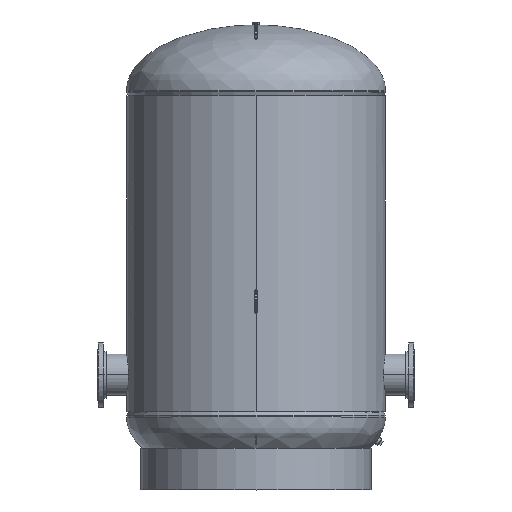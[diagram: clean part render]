
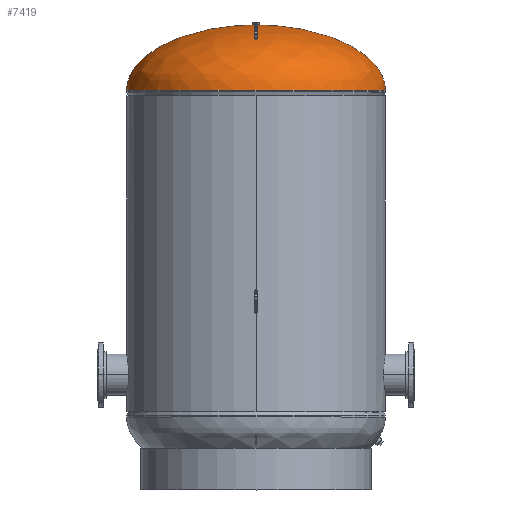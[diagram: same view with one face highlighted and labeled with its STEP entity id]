
A CAD part, top view. The second image highlights one B-rep face of the part: STEP entity #7419.
In plain terms, the highlighted free-form (B-spline) face has degree [3, 3] with [4, 4] control points.
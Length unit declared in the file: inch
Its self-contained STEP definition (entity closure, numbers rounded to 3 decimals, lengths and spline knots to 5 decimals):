
#127 = VERTEX_POINT ( 'NONE', #4953 ) ;
#253 = CARTESIAN_POINT ( 'NONE',  ( 0., 14.74634, 0.625 ) ) ;
#615 = DIRECTION ( 'NONE',  ( 0., 1., 0. ) ) ;
#626 = DIRECTION ( 'NONE',  ( 0., 1., 0. ) ) ;
#636 = ORIENTED_EDGE ( 'NONE', *, *, #9144, .F. ) ;
#742 = DIRECTION ( 'NONE',  ( 1., 0., 0. ) ) ;
#1100 =( BOUNDED_SURFACE ( )  B_SPLINE_SURFACE ( 3, 3, ( 
 ( #1835, #11773, #9698, #8725 ),
 ( #4099, #8979, #9766, #4809 ),
 ( #5061, #2093, #2943, #7948 ),
 ( #10870, #11898, #1965, #3977 ) ),
 .UNSPECIFIED., .F., .F., .F. ) 
 B_SPLINE_SURFACE_WITH_KNOTS ( ( 4, 4 ),
 ( 4, 4 ),
 ( 0., 1. ),
 ( 0., 1. ),
 .UNSPECIFIED. ) 
 GEOMETRIC_REPRESENTATION_ITEM ( )  RATIONAL_B_SPLINE_SURFACE ( (
 ( 1., 0.333, 0.333, 1.),
 ( 0.81, 0.27, 0.27, 0.81),
 ( 0.81, 0.27, 0.27, 0.81),
 ( 1., 0.333, 0.333, 1.) ) ) 
 REPRESENTATION_ITEM ( '' )  SURFACE ( )  );
#1426 = DIRECTION ( 'NONE',  ( 1., 0., 0. ) ) ;
#1429 = EDGE_LOOP ( 'NONE', ( #636, #11520, #9420, #3326, #12044 ) ) ;
#1835 = CARTESIAN_POINT ( 'NONE',  ( 0.625, 14.74634, 0. ) ) ;
#1965 = CARTESIAN_POINT ( 'NONE',  ( -27., 1.09375, 54. ) ) ;
#2084 = CARTESIAN_POINT ( 'NONE',  ( -16.14827, 14.56455, 0. ) ) ;
#2093 = CARTESIAN_POINT ( 'NONE',  ( 27., 8.94732, 54. ) ) ;
#2626 = DIRECTION ( 'NONE',  ( 1., 0., 0. ) ) ;
#2694 = CARTESIAN_POINT ( 'NONE',  ( 0., 14.74634, 0. ) ) ;
#2943 = CARTESIAN_POINT ( 'NONE',  ( -27., 8.94732, 54. ) ) ;
#3028 = CARTESIAN_POINT ( 'NONE',  ( 16.14827, 14.56455, 0. ) ) ;
#3116 = EDGE_CURVE ( 'NONE', #8037, #127, #12476, .T. ) ;
#3326 = ORIENTED_EDGE ( 'NONE', *, *, #6956, .F. ) ;
#3371 = CARTESIAN_POINT ( 'NONE',  ( 27., 1.09375, 0. ) ) ;
#3613 = AXIS2_PLACEMENT_3D ( 'NONE', #5514, #615, #742 ) ;
#3717 = FACE_OUTER_BOUND ( 'NONE', #1429, .T. ) ;
#3977 = CARTESIAN_POINT ( 'NONE',  ( -27., 1.09375, 0. ) ) ;
#4099 = CARTESIAN_POINT ( 'NONE',  ( 16.14827, 14.56455, 0. ) ) ;
#4184 = AXIS2_PLACEMENT_3D ( 'NONE', #6136, #9284, #1426 ) ;
#4639 = VERTEX_POINT ( 'NONE', #3371 ) ;
#4809 = CARTESIAN_POINT ( 'NONE',  ( -16.14827, 14.56455, 0. ) ) ;
#4953 = CARTESIAN_POINT ( 'NONE',  ( -27., 1.09375, 0. ) ) ;
#4959 = CARTESIAN_POINT ( 'NONE',  ( 0.625, 14.74634, 0. ) ) ;
#5061 = CARTESIAN_POINT ( 'NONE',  ( 27., 8.94732, 0. ) ) ;
#5109 = CARTESIAN_POINT ( 'NONE',  ( -27., 8.94732, 0. ) ) ;
#5514 = CARTESIAN_POINT ( 'NONE',  ( 0., 14.74634, 0. ) ) ;
#6018 = CARTESIAN_POINT ( 'NONE',  ( -27., 1.09375, 0. ) ) ;
#6044 = CARTESIAN_POINT ( 'NONE',  ( 27., 1.09375, 0. ) ) ;
#6136 = CARTESIAN_POINT ( 'NONE',  ( 0., 1.09375, 0. ) ) ;
#6956 = EDGE_CURVE ( 'NONE', #11558, #4639, #8574, .T. ) ;
#7321 = EDGE_CURVE ( 'NONE', #10521, #11558, #10187, .T. ) ;
#7419 = ADVANCED_FACE ( 'NONE', ( #3717 ), #1100, .F. ) ;
#7773 = CARTESIAN_POINT ( 'NONE',  ( 27., 8.94732, 0. ) ) ;
#7948 = CARTESIAN_POINT ( 'NONE',  ( -27., 8.94732, 0. ) ) ;
#8020 = EDGE_CURVE ( 'NONE', #4639, #127, #9319, .T. ) ;
#8037 = VERTEX_POINT ( 'NONE', #8181 ) ;
#8181 = CARTESIAN_POINT ( 'NONE',  ( -0.625, 14.74634, 0. ) ) ;
#8574 =( BOUNDED_CURVE ( )  B_SPLINE_CURVE ( 3, ( #4959, #3028, #7773, #6044 ),
 .UNSPECIFIED., .F., .F. ) 
 B_SPLINE_CURVE_WITH_KNOTS ( ( 4, 4 ),
 ( 4.73554, 6.28319 ),
 .UNSPECIFIED. ) 
 CURVE ( )  GEOMETRIC_REPRESENTATION_ITEM ( )  RATIONAL_B_SPLINE_CURVE ( ( 1., 0.81, 0.81, 1. ) ) 
 REPRESENTATION_ITEM ( '' )  );
#8725 = CARTESIAN_POINT ( 'NONE',  ( -0.625, 14.74634, 0. ) ) ;
#8979 = CARTESIAN_POINT ( 'NONE',  ( 16.14827, 14.56455, 32.29654 ) ) ;
#9099 = CIRCLE ( 'NONE', #11379, 0.625 ) ;
#9144 = EDGE_CURVE ( 'NONE', #8037, #10521, #9099, .T. ) ;
#9284 = DIRECTION ( 'NONE',  ( 0., -1., 0. ) ) ;
#9319 = CIRCLE ( 'NONE', #4184, 27. ) ;
#9420 = ORIENTED_EDGE ( 'NONE', *, *, #8020, .F. ) ;
#9698 = CARTESIAN_POINT ( 'NONE',  ( -0.625, 14.74634, 1.25 ) ) ;
#9766 = CARTESIAN_POINT ( 'NONE',  ( -16.14827, 14.56455, 32.29654 ) ) ;
#10187 = CIRCLE ( 'NONE', #3613, 0.625 ) ;
#10521 = VERTEX_POINT ( 'NONE', #253 ) ;
#10870 = CARTESIAN_POINT ( 'NONE',  ( 27., 1.09375, 0. ) ) ;
#10925 = CARTESIAN_POINT ( 'NONE',  ( -0.625, 14.74634, 0. ) ) ;
#11379 = AXIS2_PLACEMENT_3D ( 'NONE', #2694, #626, #2626 ) ;
#11520 = ORIENTED_EDGE ( 'NONE', *, *, #3116, .T. ) ;
#11558 = VERTEX_POINT ( 'NONE', #12264 ) ;
#11773 = CARTESIAN_POINT ( 'NONE',  ( 0.625, 14.74634, 1.25 ) ) ;
#11898 = CARTESIAN_POINT ( 'NONE',  ( 27., 1.09375, 54. ) ) ;
#12044 = ORIENTED_EDGE ( 'NONE', *, *, #7321, .F. ) ;
#12264 = CARTESIAN_POINT ( 'NONE',  ( 0.625, 14.74634, 0. ) ) ;
#12476 =( BOUNDED_CURVE ( )  B_SPLINE_CURVE ( 3, ( #10925, #2084, #5109, #6018 ),
 .UNSPECIFIED., .F., .F. ) 
 B_SPLINE_CURVE_WITH_KNOTS ( ( 4, 4 ),
 ( 4.73554, 6.28319 ),
 .UNSPECIFIED. ) 
 CURVE ( )  GEOMETRIC_REPRESENTATION_ITEM ( )  RATIONAL_B_SPLINE_CURVE ( ( 1., 0.81, 0.81, 1. ) ) 
 REPRESENTATION_ITEM ( '' )  );
